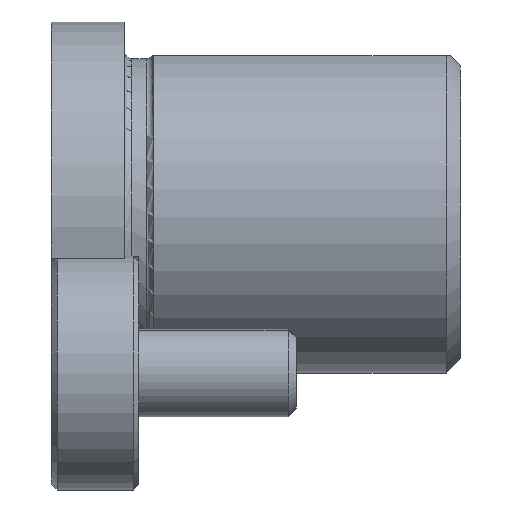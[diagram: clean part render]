
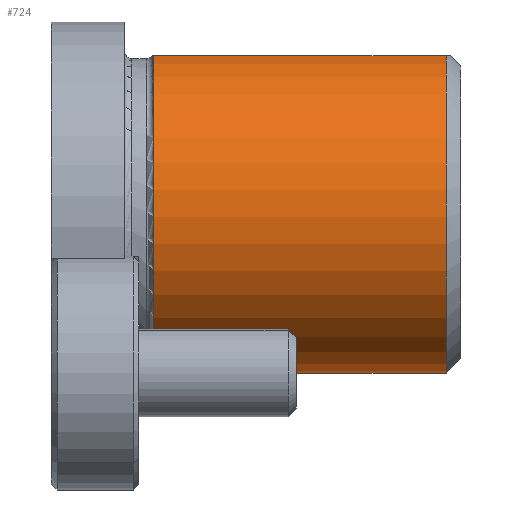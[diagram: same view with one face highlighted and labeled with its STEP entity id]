
A CAD part, left-side view. The second image highlights one B-rep face of the part: STEP entity #724.
In plain terms, the highlighted cylindrical face has radius 11 mm (diameter 22 mm), a partial arc.
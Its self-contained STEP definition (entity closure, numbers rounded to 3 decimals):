
#40 = EDGE_CURVE ( 'NONE', #481, #477, #2052, .T. ) ;
#85 = CIRCLE ( 'NONE', #89, 11. ) ;
#89 = AXIS2_PLACEMENT_3D ( 'NONE', #1945, #1941, #1933 ) ;
#157 = AXIS2_PLACEMENT_3D ( 'NONE', #1417, #1411, #1410 ) ;
#169 = AXIS2_PLACEMENT_3D ( 'NONE', #1418, #1439, #1408 ) ;
#173 = AXIS2_PLACEMENT_3D ( 'NONE', #1502, #1506, #1504 ) ;
#182 = CIRCLE ( 'NONE', #157, 11. ) ;
#186 = VECTOR ( 'NONE', #1258, 1000. ) ;
#193 = CIRCLE ( 'NONE', #169, 11. ) ;
#223 = EDGE_CURVE ( 'NONE', #448, #423, #85, .T. ) ;
#253 = EDGE_CURVE ( 'NONE', #481, #479, #1884, .T. ) ;
#296 = EDGE_CURVE ( 'NONE', #448, #467, #1238, .T. ) ;
#308 = EDGE_CURVE ( 'NONE', #477, #467, #182, .T. ) ;
#309 = EDGE_CURVE ( 'NONE', #423, #479, #193, .T. ) ;
#407 = FACE_OUTER_BOUND ( 'NONE', #514, .T. ) ;
#423 = VERTEX_POINT ( 'NONE', #1444 ) ;
#448 = VERTEX_POINT ( 'NONE', #1427 ) ;
#467 = VERTEX_POINT ( 'NONE', #1486 ) ;
#477 = VERTEX_POINT ( 'NONE', #1458 ) ;
#479 = VERTEX_POINT ( 'NONE', #1467 ) ;
#481 = VERTEX_POINT ( 'NONE', #1470 ) ;
#514 = EDGE_LOOP ( 'NONE', ( #1582, #1586, #1579, #1565, #1594, #1599 ) ) ;
#724 = ADVANCED_FACE ( 'NONE', ( #407 ), #1501, .T. ) ;
#1104 = CARTESIAN_POINT ( 'NONE',  ( 0., -2., 0. ) ) ;
#1105 = DIRECTION ( 'NONE',  ( 0., -1., 0. ) ) ;
#1106 = DIRECTION ( 'NONE',  ( 0., 0., -1. ) ) ;
#1238 = LINE ( 'NONE', #1246, #186 ) ;
#1246 = CARTESIAN_POINT ( 'NONE',  ( 2.551, -23., 10.7 ) ) ;
#1258 = DIRECTION ( 'NONE',  ( 0., 1., 0. ) ) ;
#1408 = DIRECTION ( 'NONE',  ( 0., 0., -1. ) ) ;
#1410 = DIRECTION ( 'NONE',  ( 0., 0., -1. ) ) ;
#1411 = DIRECTION ( 'NONE',  ( 0., -1., 0. ) ) ;
#1417 = CARTESIAN_POINT ( 'NONE',  ( 0., -2., 0. ) ) ;
#1418 = CARTESIAN_POINT ( 'NONE',  ( 0., -22., 0. ) ) ;
#1427 = CARTESIAN_POINT ( 'NONE',  ( 2.551, -22., 10.7 ) ) ;
#1439 = DIRECTION ( 'NONE',  ( 0., 1., 0. ) ) ;
#1444 = CARTESIAN_POINT ( 'NONE',  ( 0., -22., -11. ) ) ;
#1458 = CARTESIAN_POINT ( 'NONE',  ( 0., -2., -11. ) ) ;
#1467 = CARTESIAN_POINT ( 'NONE',  ( -2.551, -22., 10.7 ) ) ;
#1470 = CARTESIAN_POINT ( 'NONE',  ( -2.551, -2., 10.7 ) ) ;
#1486 = CARTESIAN_POINT ( 'NONE',  ( 2.551, -2., 10.7 ) ) ;
#1501 = CYLINDRICAL_SURFACE ( 'NONE', #173, 11. ) ;
#1502 = CARTESIAN_POINT ( 'NONE',  ( 0., -23., 0. ) ) ;
#1504 = DIRECTION ( 'NONE',  ( 0., 0., 1. ) ) ;
#1506 = DIRECTION ( 'NONE',  ( 0., 1., 0. ) ) ;
#1565 = ORIENTED_EDGE ( 'NONE', *, *, #40, .T. ) ;
#1579 = ORIENTED_EDGE ( 'NONE', *, *, #253, .F. ) ;
#1582 = ORIENTED_EDGE ( 'NONE', *, *, #223, .T. ) ;
#1586 = ORIENTED_EDGE ( 'NONE', *, *, #309, .T. ) ;
#1594 = ORIENTED_EDGE ( 'NONE', *, *, #308, .T. ) ;
#1599 = ORIENTED_EDGE ( 'NONE', *, *, #296, .F. ) ;
#1884 = LINE ( 'NONE', #1889, #1982 ) ;
#1889 = CARTESIAN_POINT ( 'NONE',  ( -2.551, -23., 10.7 ) ) ;
#1890 = DIRECTION ( 'NONE',  ( 0., -1., 0. ) ) ;
#1933 = DIRECTION ( 'NONE',  ( 0., 0., -1. ) ) ;
#1941 = DIRECTION ( 'NONE',  ( 0., 1., 0. ) ) ;
#1945 = CARTESIAN_POINT ( 'NONE',  ( 0., -22., 0. ) ) ;
#1982 = VECTOR ( 'NONE', #1890, 1000. ) ;
#2050 = AXIS2_PLACEMENT_3D ( 'NONE', #1104, #1105, #1106 ) ;
#2052 = CIRCLE ( 'NONE', #2050, 11. ) ;
